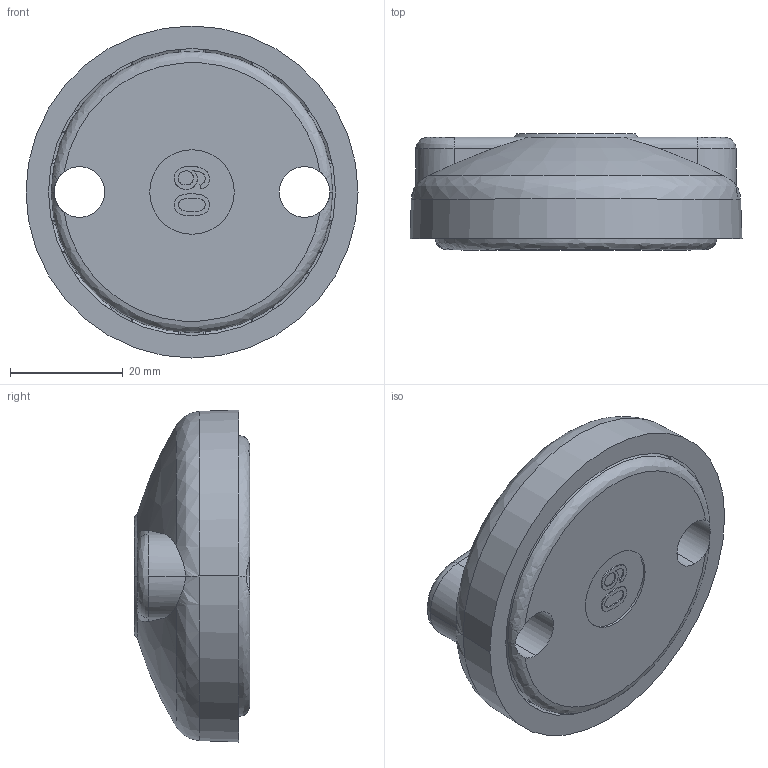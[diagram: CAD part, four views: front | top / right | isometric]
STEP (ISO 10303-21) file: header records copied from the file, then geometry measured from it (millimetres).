
FILE_DESCRIPTION (( 'STEP AP214' ), '1' );
FILE_NAME ('098d060zbsg.STEP', '2014-08-22T09:27:15', ( '' ), ( '' ), 'SwSTEP 2.0', 'SolidWorks 2014', '' );
FILE_SCHEMA (( 'AUTOMOTIVE_DESIGN' ));
Length unit declared in the file: millimetre
Products named in the file (1): 098d060zbsg
Bounding box: 59 x 20.6 x 59 mm (x, y, z)
Volume: 36914.4 mm3; surface area: 15813.9 mm2
Topology: 2 solids, 2 shells, 246 faces, 617 edges, 380 vertices
Faces by surface type: bspline 101, cylinder 73, plane 50, cone 22
Entity records: 14474 total; most frequent: CARTESIAN_POINT 6436, ORIENTED_EDGE 1230, DIRECTION 943, EDGE_CURVE 615, AXIS2_PLACEMENT_3D 384, VERTEX_POINT 380, EDGE_LOOP 263, UNCERTAINTY_MEASURE_WITH_UNIT 250
